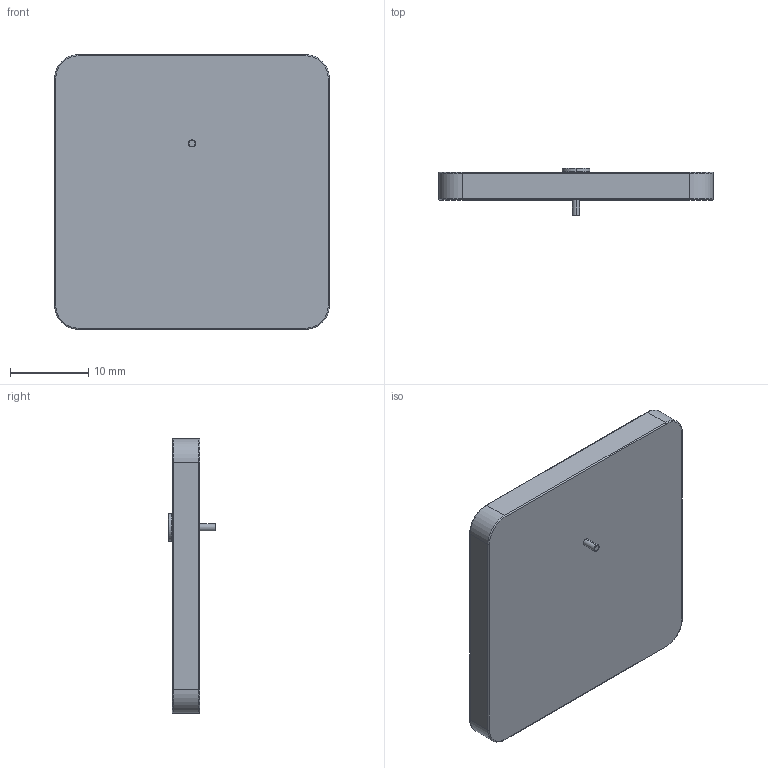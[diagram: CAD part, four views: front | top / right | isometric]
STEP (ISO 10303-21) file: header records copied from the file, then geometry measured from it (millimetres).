
FILE_DESCRIPTION(('STEP AP203'),'1');
FILE_NAME('ggbtp_35_3_a_40.stp','2025-04-19T21:20:49',('TraceParts'),('TraceParts S.A.'),'Spatial InterOp 3D',' ',' ');
FILE_SCHEMA(('CONFIG_CONTROL_DESIGN'));
Length unit declared in the file: millimetre
Products named in the file (1): 1
Bounding box: 35 x 6 x 35 mm (x, y, z)
Volume: 4279.8 mm3; surface area: 2905 mm2
Topology: 1 solids, 1 shells, 477 faces, 1178 edges, 778 vertices
Faces by surface type: bspline 222, plane 217, cylinder 24, torus 14
Entity records: 20336 total; most frequent: CARTESIAN_POINT 10748, ORIENTED_EDGE 2356, DIRECTION 1314, EDGE_CURVE 1178, VERTEX_POINT 778, LINE 666, VECTOR 666, EDGE_LOOP 552
